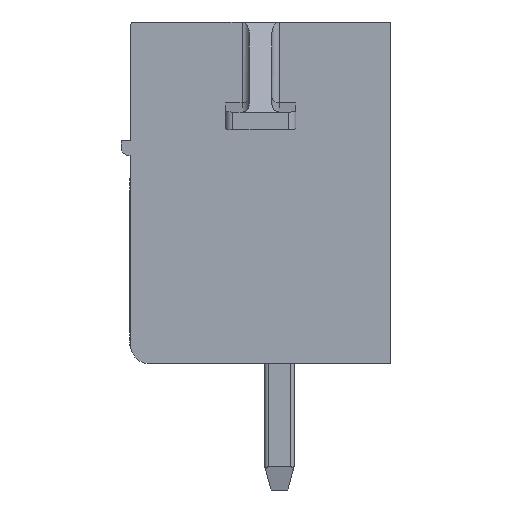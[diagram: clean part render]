
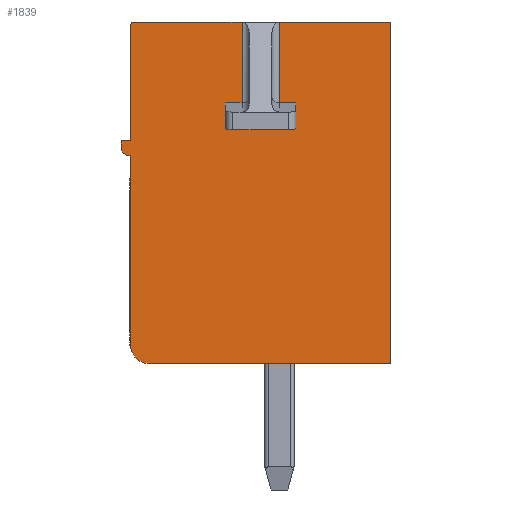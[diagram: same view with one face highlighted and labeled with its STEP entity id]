
A CAD part, left-side view. The second image highlights one B-rep face of the part: STEP entity #1839.
In plain terms, the highlighted planar face has unit normal (-1, 0, 0).
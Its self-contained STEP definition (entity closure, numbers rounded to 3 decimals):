
#1839=ADVANCED_FACE('',(#3590),#3591,.F.);
#3590=FACE_OUTER_BOUND('',#6528,.T.);
#3591=PLANE('',#6529);
#6528=EDGE_LOOP('',(#9602,#9603,#9604,#9605,#9606,#9607,#9608,#9609,#9610,#9611,#9612,#9613,#9614,#9615,#9616,#9617,#9618,#9619,#9620));
#6529=AXIS2_PLACEMENT_3D('',#9621,#9622,#9623);
#9602=ORIENTED_EDGE('',*,*,#13071,.T.);
#9603=ORIENTED_EDGE('',*,*,#13072,.T.);
#9604=ORIENTED_EDGE('',*,*,#13073,.T.);
#9605=ORIENTED_EDGE('',*,*,#13074,.F.);
#9606=ORIENTED_EDGE('',*,*,#13075,.T.);
#9607=ORIENTED_EDGE('',*,*,#13076,.T.);
#9608=ORIENTED_EDGE('',*,*,#13077,.T.);
#9609=ORIENTED_EDGE('',*,*,#13058,.T.);
#9610=ORIENTED_EDGE('',*,*,#13078,.T.);
#9611=ORIENTED_EDGE('',*,*,#13079,.T.);
#9612=ORIENTED_EDGE('',*,*,#13080,.F.);
#9613=ORIENTED_EDGE('',*,*,#13081,.F.);
#9614=ORIENTED_EDGE('',*,*,#13082,.T.);
#9615=ORIENTED_EDGE('',*,*,#13083,.F.);
#9616=ORIENTED_EDGE('',*,*,#13084,.T.);
#9617=ORIENTED_EDGE('',*,*,#13085,.T.);
#9618=ORIENTED_EDGE('',*,*,#13086,.T.);
#9619=ORIENTED_EDGE('',*,*,#13087,.F.);
#9620=ORIENTED_EDGE('',*,*,#13088,.T.);
#9621=CARTESIAN_POINT('',(0.,16.95,1.872));
#9622=DIRECTION('',(1.0,0.,0.));
#9623=DIRECTION('',(0.,-1.0,0.0));
#13058=EDGE_CURVE('',#15128,#15126,#15129,.T.);
#13071=EDGE_CURVE('',#15144,#15150,#15151,.T.);
#13072=EDGE_CURVE('',#15150,#15152,#15153,.T.);
#13073=EDGE_CURVE('',#15152,#15154,#15155,.T.);
#13074=EDGE_CURVE('',#15156,#15154,#15157,.T.);
#13075=EDGE_CURVE('',#15156,#15158,#15159,.T.);
#13076=EDGE_CURVE('',#15158,#15160,#15161,.T.);
#13077=EDGE_CURVE('',#15160,#15128,#15162,.T.);
#13078=EDGE_CURVE('',#15126,#15163,#15164,.T.);
#13079=EDGE_CURVE('',#15163,#15165,#15166,.T.);
#13080=EDGE_CURVE('',#15167,#15165,#15168,.T.);
#13081=EDGE_CURVE('',#15169,#15167,#15170,.T.);
#13082=EDGE_CURVE('',#15169,#15171,#15172,.T.);
#13083=EDGE_CURVE('',#15173,#15171,#15174,.T.);
#13084=EDGE_CURVE('',#15173,#15175,#15176,.T.);
#13085=EDGE_CURVE('',#15175,#15177,#15178,.T.);
#13086=EDGE_CURVE('',#15177,#15179,#15180,.T.);
#13087=EDGE_CURVE('',#15181,#15179,#15182,.T.);
#13088=EDGE_CURVE('',#15181,#15144,#15183,.T.);
#15126=VERTEX_POINT('',#18201);
#15128=VERTEX_POINT('',#18204);
#15129=LINE('',#18205,#18206);
#15144=VERTEX_POINT('',#18227);
#15150=VERTEX_POINT('',#18234);
#15151=LINE('',#18235,#18236);
#15152=VERTEX_POINT('',#18237);
#15153=LINE('',#18238,#18239);
#15154=VERTEX_POINT('',#18240);
#15155=CIRCLE('',#18241,0.1);
#15156=VERTEX_POINT('',#18242);
#15157=LINE('',#18243,#18244);
#15158=VERTEX_POINT('',#18245);
#15159=LINE('',#18246,#18247);
#15160=VERTEX_POINT('',#18248);
#15161=LINE('',#18249,#18250);
#15162=CIRCLE('',#18251,0.2);
#15163=VERTEX_POINT('',#18252);
#15164=LINE('',#18253,#18254);
#15165=VERTEX_POINT('',#18255);
#15166=CIRCLE('',#18256,0.5);
#15167=VERTEX_POINT('',#18257);
#15168=LINE('',#18258,#18259);
#15169=VERTEX_POINT('',#18260);
#15170=LINE('',#18261,#18262);
#15171=VERTEX_POINT('',#18263);
#15172=LINE('',#18264,#18265);
#15173=VERTEX_POINT('',#18266);
#15174=LINE('',#18267,#18268);
#15175=VERTEX_POINT('',#18269);
#15176=LINE('',#18270,#18271);
#15177=VERTEX_POINT('',#18272);
#15178=LINE('',#18273,#18274);
#15179=VERTEX_POINT('',#18275);
#15180=LINE('',#18276,#18277);
#15181=VERTEX_POINT('',#18278);
#15182=LINE('',#18279,#18280);
#15183=LINE('',#18281,#18282);
#18201=CARTESIAN_POINT('',(0.,7.,5.6));
#18204=CARTESIAN_POINT('',(0.,7.05,5.6));
#18205=CARTESIAN_POINT('',(0.,5.238,5.6));
#18206=VECTOR('',#21293,1.0);
#18227=CARTESIAN_POINT('',(0.,4.,7.022));
#18234=CARTESIAN_POINT('',(0.,4.,9.2));
#18235=CARTESIAN_POINT('',(0.,4.,4.471));
#18236=VECTOR('',#21307,1.0);
#18237=CARTESIAN_POINT('',(0.,6.9,9.2));
#18238=CARTESIAN_POINT('',(0.,5.238,9.2));
#18239=VECTOR('',#21308,1.0);
#18240=CARTESIAN_POINT('',(0.,7.,9.1));
#18241=AXIS2_PLACEMENT_3D('',#21309,#21310,#21311);
#18242=CARTESIAN_POINT('',(0.,7.,6.0));
#18243=CARTESIAN_POINT('',(0.,7.,4.471));
#18244=VECTOR('',#21312,1.0);
#18245=CARTESIAN_POINT('',(0.,7.25,6.0));
#18246=CARTESIAN_POINT('',(0.,5.238,6.0));
#18247=VECTOR('',#21313,1.0);
#18248=CARTESIAN_POINT('',(0.,7.25,5.8));
#18249=CARTESIAN_POINT('',(0.,7.25,4.471));
#18250=VECTOR('',#21314,1.0);
#18251=AXIS2_PLACEMENT_3D('',#21315,#21316,#21317);
#18252=CARTESIAN_POINT('',(0.,7.,0.5));
#18253=CARTESIAN_POINT('',(0.,7.,4.471));
#18254=VECTOR('',#21318,1.0);
#18255=CARTESIAN_POINT('',(0.,6.5,0.));
#18256=AXIS2_PLACEMENT_3D('',#21319,#21320,#21321);
#18257=CARTESIAN_POINT('',(0.,0.0,0.));
#18258=CARTESIAN_POINT('',(0.,5.238,0.));
#18259=VECTOR('',#21322,1.0);
#18260=CARTESIAN_POINT('',(0.,0.0,9.2));
#18261=CARTESIAN_POINT('',(0.,0.0,4.471));
#18262=VECTOR('',#21323,1.0);
#18263=CARTESIAN_POINT('',(0.,3.,9.2));
#18264=CARTESIAN_POINT('',(0.,5.238,9.2));
#18265=VECTOR('',#21324,1.0);
#18266=CARTESIAN_POINT('',(0.,3.,7.022));
#18267=CARTESIAN_POINT('',(0.,3.,4.471));
#18268=VECTOR('',#21325,1.0);
#18269=CARTESIAN_POINT('',(0.,2.55,7.022));
#18270=CARTESIAN_POINT('',(0.,5.238,7.022));
#18271=VECTOR('',#21326,1.0);
#18272=CARTESIAN_POINT('',(0.,2.55,6.547));
#18273=CARTESIAN_POINT('',(0.,2.55,4.471));
#18274=VECTOR('',#21327,1.0);
#18275=CARTESIAN_POINT('',(0.,4.45,6.547));
#18276=CARTESIAN_POINT('',(0.,5.238,6.547));
#18277=VECTOR('',#21328,1.0);
#18278=CARTESIAN_POINT('',(0.,4.45,7.022));
#18279=CARTESIAN_POINT('',(0.,4.45,4.471));
#18280=VECTOR('',#21329,1.0);
#18281=CARTESIAN_POINT('',(0.,5.238,7.022));
#18282=VECTOR('',#21330,1.0);
#21293=DIRECTION('',(0.,-1.0,0.0));
#21307=DIRECTION('',(0.,0.,1.0));
#21308=DIRECTION('',(0.,1.0,0.));
#21309=CARTESIAN_POINT('',(0.,6.9,9.1));
#21310=DIRECTION('',(-1.0,0.0,0.0));
#21311=DIRECTION('',(0.0,0.0,1.0));
#21312=DIRECTION('',(0.,0.0,1.0));
#21313=DIRECTION('',(0.,1.0,0.0));
#21314=DIRECTION('',(0.,0.0,-1.0));
#21315=CARTESIAN_POINT('',(0.,7.05,5.8));
#21316=DIRECTION('',(-1.0,0.0,0.0));
#21317=DIRECTION('',(0.0,0.0,1.0));
#21318=DIRECTION('',(0.,0.0,-1.0));
#21319=CARTESIAN_POINT('',(0.,6.5,0.5));
#21320=DIRECTION('',(-1.0,0.0,0.0));
#21321=DIRECTION('',(0.0,0.0,1.0));
#21322=DIRECTION('',(0.,1.0,0.0));
#21323=DIRECTION('',(0.,0.,-1.0));
#21324=DIRECTION('',(0.,1.0,0.));
#21325=DIRECTION('',(0.,0.,1.0));
#21326=DIRECTION('',(0.,-1.0,0.));
#21327=DIRECTION('',(0.,0.,-1.0));
#21328=DIRECTION('',(0.,1.0,0.));
#21329=DIRECTION('',(0.,0.,-1.0));
#21330=DIRECTION('',(0.,-1.0,0.));
